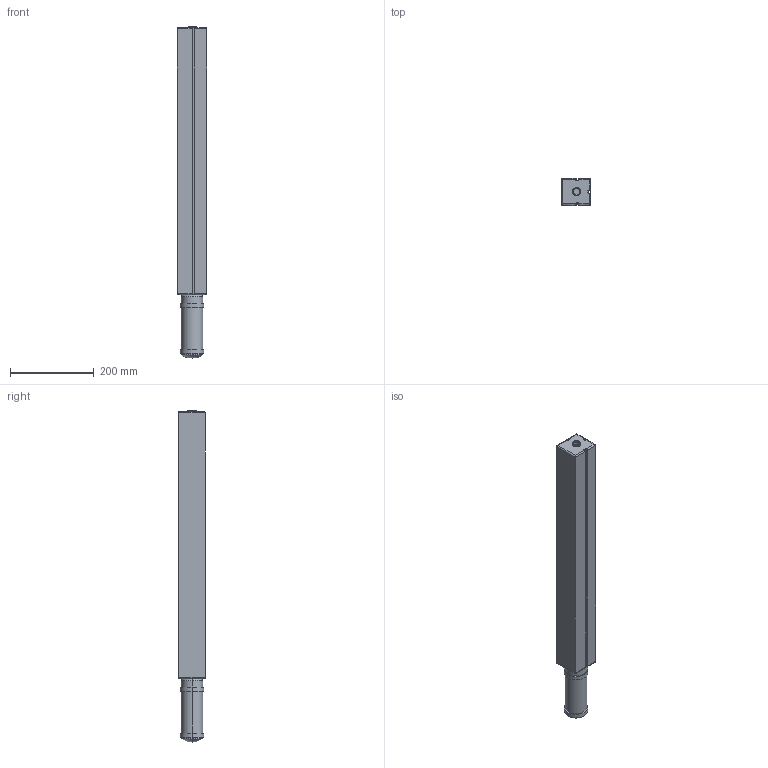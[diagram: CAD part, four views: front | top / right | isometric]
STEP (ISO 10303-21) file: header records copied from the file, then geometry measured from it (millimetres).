
FILE_DESCRIPTION((''),'2;1');
FILE_NAME('SLP10_RL_F300101A','2006-01-03T',('Pepperl+Fuchs'),('Industriehansa'),'PRO/ENGINEER BY PARAMETRIC TECHNOLOGY CORPORATION, 2005290','PRO/ENGINEER BY PARAMETRIC TECHNOLOGY CORPORATION, 2005290','');
FILE_SCHEMA(('AUTOMOTIVE_DESIGN_CC2 { 1 2 10303 214 -1 1 5 2 }'));
Length unit declared in the file: millimetre
Products named in the file (1): SLP10_RL_F300101A
Bounding box: 70 x 64 x 791 mm (x, y, z)
Volume: 3099933.8 mm3; surface area: 238160.9 mm2
Topology: 1 solids, 1 shells, 83 faces, 230 edges, 172 vertices
Faces by surface type: plane 49, cylinder 30, cone 2, revolution 2
Entity records: 3597 total; most frequent: CARTESIAN_POINT 529, DIRECTION 442, ORIENTED_EDGE 416, PRESENTATION_STYLE_ASSIGNMENT 250, STYLED_ITEM 242, CURVE_STYLE 232, EDGE_CURVE 208, VECTOR 160
